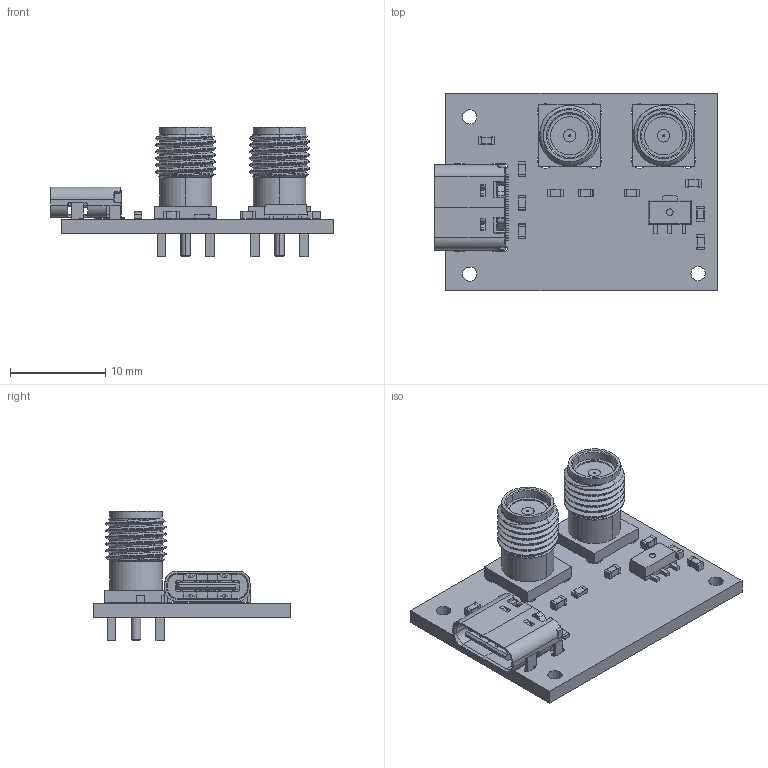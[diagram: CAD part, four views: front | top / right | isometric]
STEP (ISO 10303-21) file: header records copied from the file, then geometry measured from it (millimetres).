
FILE_DESCRIPTION(('KiCad electronic assembly'),'2;1');
FILE_NAME('noaa.step','2025-06-09T01:31:07',('Pcbnew'),('Kicad'), 'Open CASCADE STEP processor 7.8','KiCad to STEP converter','Unknown' );
FILE_SCHEMA(('AUTOMOTIVE_DESIGN { 1 0 10303 214 1 1 1 1 }'));
Length unit declared in the file: millimetre
Products named in the file (9): noaa 1; C_0603_1608Metric; R_0603_1608Metric; USB_C_Receptacle_GCT_USB4105-xx-A_16P_TopMnt_Horizontal; L_0603_1608Metric; SOT-89-3; noaa 1.7.1; SMA_CONNECTOR; noaa_PCB
Assembly tree (16 placements, depth 3):
  noaa 1
    C_0603_1608Metric  x6
    R_0603_1608Metric  x3
    USB_C_Receptacle_GCT_USB4105-xx-A_16P_TopMnt_Horizontal
    L_0603_1608Metric
    SOT-89-3
      noaa 1.7.1
    SMA_CONNECTOR  x2
    noaa_PCB
Bounding box: 29.68 x 20.76 x 13.6 mm (x, y, z)
Volume: 1523.4 mm3; surface area: 3423.9 mm2
Topology: 58 solids, 58 shells, 1153 faces, 2860 edges, 1842 vertices
Faces by surface type: plane 785, cylinder 328, cone 34, bspline 6
Full cylindrical faces by diameter (mm): 0.5 x2, 0.65 x2, 0.7 x1, 1.5 x5, 1.7 x8
Entity records: 33708 total; most frequent: CARTESIAN_POINT 6804, DIRECTION 4376, ORIENTED_EDGE 4370, EDGE_CURVE 2185, LINE 1696, VECTOR 1696, VERTEX_POINT 1399, AXIS2_PLACEMENT_3D 1340
